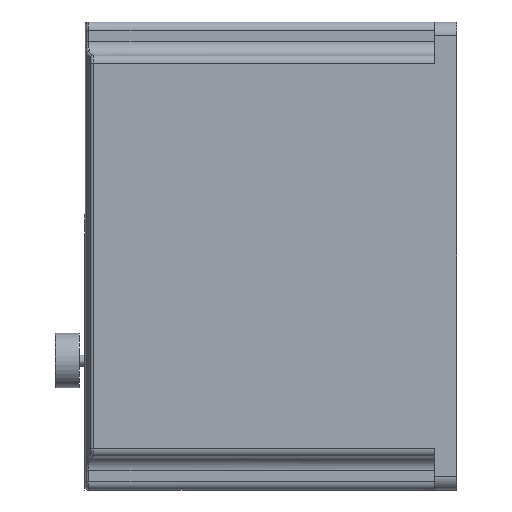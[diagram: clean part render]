
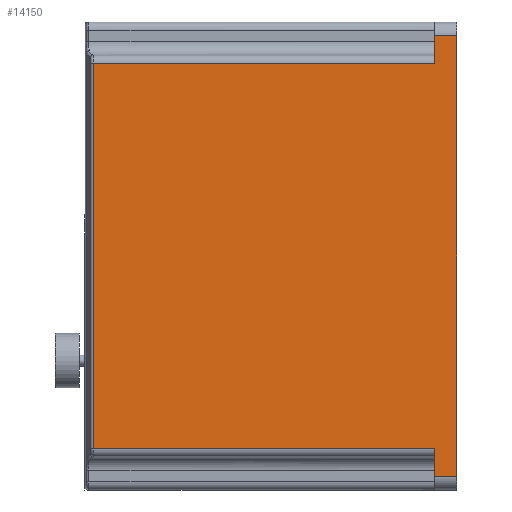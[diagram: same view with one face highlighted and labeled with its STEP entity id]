
A CAD part, left-side view. The second image highlights one B-rep face of the part: STEP entity #14150.
In plain terms, the highlighted planar face has unit normal (-1, 0, 0).
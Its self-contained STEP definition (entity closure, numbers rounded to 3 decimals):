
#997=FACE_OUTER_BOUND('',#1833,.T.);
#1833=EDGE_LOOP('',(#9432,#9433,#9434,#9435,#9436,#9437,#9438,#9439));
#2827=LINE('',#18739,#4362);
#2832=LINE('',#18762,#4367);
#2835=LINE('',#18776,#4370);
#2836=LINE('',#18778,#4371);
#2837=LINE('',#18779,#4372);
#2838=LINE('',#18781,#4373);
#2839=LINE('',#18783,#4374);
#2840=LINE('',#18784,#4375);
#4362=VECTOR('',#15783,10.);
#4367=VECTOR('',#15804,10.);
#4370=VECTOR('',#15817,124.);
#4371=VECTOR('',#15818,140.);
#4372=VECTOR('',#15819,124.);
#4373=VECTOR('',#15820,8.);
#4374=VECTOR('',#15821,160.);
#4375=VECTOR('',#15822,8.);
#5904=VERTEX_POINT('',#18737);
#5905=VERTEX_POINT('',#18738);
#5914=VERTEX_POINT('',#18759);
#5915=VERTEX_POINT('',#18761);
#5921=VERTEX_POINT('',#18775);
#5922=VERTEX_POINT('',#18777);
#5923=VERTEX_POINT('',#18780);
#5924=VERTEX_POINT('',#18782);
#7303=EDGE_CURVE('',#5904,#5905,#2827,.T.);
#7315=EDGE_CURVE('',#5914,#5915,#2832,.T.);
#7322=EDGE_CURVE('',#5921,#5904,#2835,.T.);
#7323=EDGE_CURVE('',#5921,#5922,#2836,.F.);
#7324=EDGE_CURVE('',#5922,#5915,#2837,.T.);
#7325=EDGE_CURVE('',#5914,#5923,#2838,.F.);
#7326=EDGE_CURVE('',#5923,#5924,#2839,.T.);
#7327=EDGE_CURVE('',#5924,#5905,#2840,.T.);
#9432=ORIENTED_EDGE('',*,*,#7322,.F.);
#9433=ORIENTED_EDGE('',*,*,#7323,.T.);
#9434=ORIENTED_EDGE('',*,*,#7324,.T.);
#9435=ORIENTED_EDGE('',*,*,#7315,.F.);
#9436=ORIENTED_EDGE('',*,*,#7325,.T.);
#9437=ORIENTED_EDGE('',*,*,#7326,.T.);
#9438=ORIENTED_EDGE('',*,*,#7327,.T.);
#9439=ORIENTED_EDGE('',*,*,#7303,.F.);
#13602=PLANE('',#15060);
#14150=ADVANCED_FACE('',(#997),#13602,.T.);
#15060=AXIS2_PLACEMENT_3D('',#18774,#15815,#15816);
#15783=DIRECTION('',(0.,0.,1.));
#15804=DIRECTION('',(0.,0.,1.));
#15815=DIRECTION('center_axis',(-1.,0.,0.));
#15816=DIRECTION('ref_axis',(0.,0.,1.));
#15817=DIRECTION('',(0.,-1.,0.));
#15818=DIRECTION('',(0.,0.,1.));
#15819=DIRECTION('',(0.,-1.,0.));
#15820=DIRECTION('',(0.,1.,0.));
#15821=DIRECTION('',(0.,0.,1.));
#15822=DIRECTION('',(0.,1.,0.));
#18737=CARTESIAN_POINT('',(-52.5,8.,70.));
#18738=CARTESIAN_POINT('',(-52.5,8.,80.));
#18739=CARTESIAN_POINT('',(-52.5,8.,70.));
#18759=CARTESIAN_POINT('',(-52.5,8.,-80.));
#18761=CARTESIAN_POINT('',(-52.5,8.,-70.));
#18762=CARTESIAN_POINT('',(-52.5,8.,-80.));
#18774=CARTESIAN_POINT('Origin',(-52.5,0.,85.));
#18775=CARTESIAN_POINT('',(-52.5,132.,70.));
#18776=CARTESIAN_POINT('',(-52.5,132.,70.));
#18777=CARTESIAN_POINT('',(-52.5,132.,-70.));
#18778=CARTESIAN_POINT('',(-52.5,132.,-70.));
#18779=CARTESIAN_POINT('',(-52.5,132.,-70.));
#18780=CARTESIAN_POINT('',(-52.5,0.,-80.));
#18781=CARTESIAN_POINT('',(-52.5,0.,-80.));
#18782=CARTESIAN_POINT('',(-52.5,0.,80.));
#18783=CARTESIAN_POINT('',(-52.5,0.,-80.));
#18784=CARTESIAN_POINT('',(-52.5,0.,80.));
